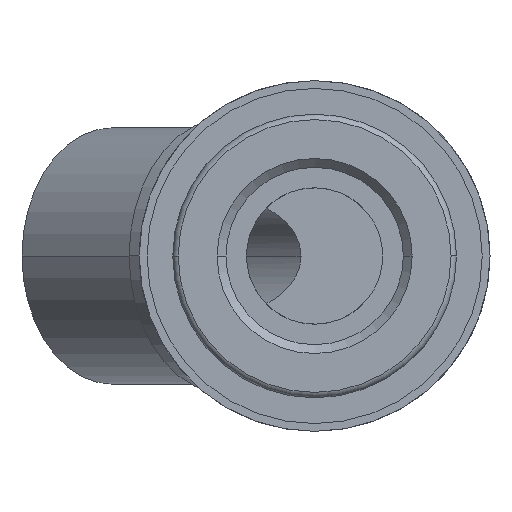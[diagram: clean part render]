
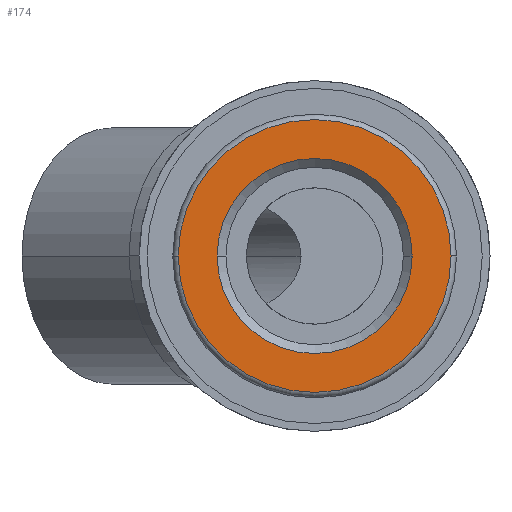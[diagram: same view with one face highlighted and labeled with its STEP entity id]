
A CAD part, front view. The second image highlights one B-rep face of the part: STEP entity #174.
In plain terms, the highlighted planar face has unit normal (0, -1, 0).
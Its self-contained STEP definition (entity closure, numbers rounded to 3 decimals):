
#174=ADVANCED_FACE('',(#361,#362),#363,.T.);
#361=FACE_BOUND('',#553,.T.);
#362=FACE_OUTER_BOUND('',#554,.T.);
#363=PLANE('',#555);
#553=EDGE_LOOP('',(#974,#975));
#554=EDGE_LOOP('',(#976,#977));
#555=AXIS2_PLACEMENT_3D('',#978,#979,#980);
#974=ORIENTED_EDGE('',*,*,#1118,.T.);
#975=ORIENTED_EDGE('',*,*,#1086,.T.);
#976=ORIENTED_EDGE('',*,*,#1186,.T.);
#977=ORIENTED_EDGE('',*,*,#1222,.T.);
#978=CARTESIAN_POINT('',(0.0,0.0,0.0));
#979=DIRECTION('',(0.0,-1.0,0.0));
#980=DIRECTION('',(-1.0,0.0,0.0));
#1086=EDGE_CURVE('',#1275,#1279,#1281,.T.);
#1118=EDGE_CURVE('',#1279,#1275,#1337,.T.);
#1186=EDGE_CURVE('',#1436,#1438,#1440,.T.);
#1222=EDGE_CURVE('',#1438,#1436,#1481,.T.);
#1275=VERTEX_POINT('',#1587);
#1279=VERTEX_POINT('',#1592);
#1281=CIRCLE('',#1595,5.005);
#1337=CIRCLE('',#1653,5.005);
#1436=VERTEX_POINT('',#1917);
#1438=VERTEX_POINT('',#1920);
#1440=CIRCLE('',#1923,7.0);
#1481=CIRCLE('',#2025,7.0);
#1587=CARTESIAN_POINT('',(5.005,0.0,0.));
#1592=CARTESIAN_POINT('',(-5.005,0.0,0.));
#1595=AXIS2_PLACEMENT_3D('',#2083,#2084,#2085);
#1653=AXIS2_PLACEMENT_3D('',#2154,#2155,#2156);
#1917=CARTESIAN_POINT('',(7.0,0.0,0.0));
#1920=CARTESIAN_POINT('',(-7.0,0.0,0.));
#1923=AXIS2_PLACEMENT_3D('',#2253,#2254,#2255);
#2025=AXIS2_PLACEMENT_3D('',#2300,#2301,#2302);
#2083=CARTESIAN_POINT('',(0.0,0.0,0.0));
#2084=DIRECTION('',(-0.0,1.0,0.0));
#2085=DIRECTION('',(1.0,0.0,0.0));
#2154=CARTESIAN_POINT('',(0.0,0.0,0.0));
#2155=DIRECTION('',(-0.0,1.0,0.0));
#2156=DIRECTION('',(1.0,0.0,0.0));
#2253=CARTESIAN_POINT('',(0.0,0.0,0.0));
#2254=DIRECTION('',(0.0,-1.0,0.0));
#2255=DIRECTION('',(1.0,0.0,0.0));
#2300=CARTESIAN_POINT('',(0.0,0.0,0.0));
#2301=DIRECTION('',(0.0,-1.0,0.0));
#2302=DIRECTION('',(1.0,0.0,0.0));
